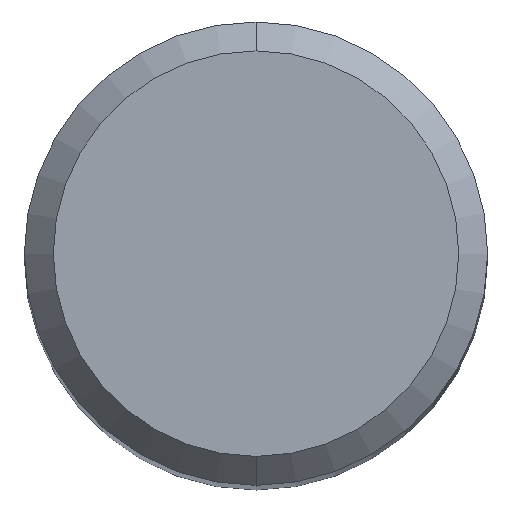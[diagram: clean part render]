
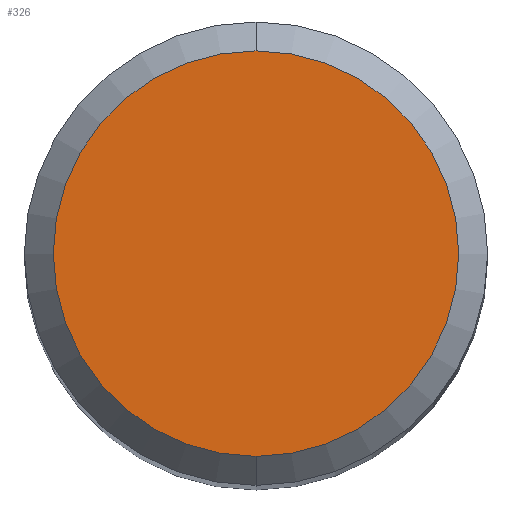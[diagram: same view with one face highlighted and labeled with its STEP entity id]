
A CAD part, top view. The second image highlights one B-rep face of the part: STEP entity #326.
In plain terms, the highlighted planar face has unit normal (0, 0, 1).
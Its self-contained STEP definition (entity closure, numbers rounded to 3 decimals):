
#37 = CIRCLE ( 'NONE', #156, 3.5 ) ;
#40 = CARTESIAN_POINT ( 'NONE',  ( 0., 0., 63. ) ) ;
#106 = EDGE_CURVE ( 'NONE', #159, #292, #250, .T. ) ;
#141 = DIRECTION ( 'NONE',  ( 0., 0., -1. ) ) ;
#149 = DIRECTION ( 'NONE',  ( 0., 1., 0. ) ) ;
#152 = DIRECTION ( 'NONE',  ( 0., 1., 0. ) ) ;
#156 = AXIS2_PLACEMENT_3D ( 'NONE', #40, #244, #149 ) ;
#159 = VERTEX_POINT ( 'NONE', #415 ) ;
#160 = ORIENTED_EDGE ( 'NONE', *, *, #291, .F. ) ;
#192 = ORIENTED_EDGE ( 'NONE', *, *, #106, .F. ) ;
#216 = PLANE ( 'NONE',  #299 ) ;
#244 = DIRECTION ( 'NONE',  ( 0., 0., -1. ) ) ;
#250 = CIRCLE ( 'NONE', #320, 3.5 ) ;
#265 = DIRECTION ( 'NONE',  ( 0., 0., -1. ) ) ;
#283 = CARTESIAN_POINT ( 'NONE',  ( 0., 3.5, 63. ) ) ;
#291 = EDGE_CURVE ( 'NONE', #292, #159, #37, .T. ) ;
#292 = VERTEX_POINT ( 'NONE', #283 ) ;
#299 = AXIS2_PLACEMENT_3D ( 'NONE', #355, #265, #152 ) ;
#320 = AXIS2_PLACEMENT_3D ( 'NONE', #411, #141, #345 ) ;
#326 = ADVANCED_FACE ( 'NONE', ( #425 ), #216, .F. ) ;
#333 = EDGE_LOOP ( 'NONE', ( #160, #192 ) ) ;
#345 = DIRECTION ( 'NONE',  ( 0., 1., 0. ) ) ;
#355 = CARTESIAN_POINT ( 'NONE',  ( 0., 0., 63. ) ) ;
#411 = CARTESIAN_POINT ( 'NONE',  ( 0., 0., 63. ) ) ;
#415 = CARTESIAN_POINT ( 'NONE',  ( 0., -3.5, 63. ) ) ;
#425 = FACE_OUTER_BOUND ( 'NONE', #333, .T. ) ;
